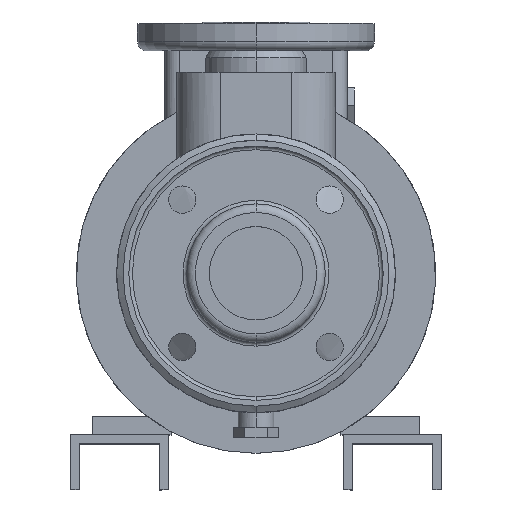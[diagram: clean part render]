
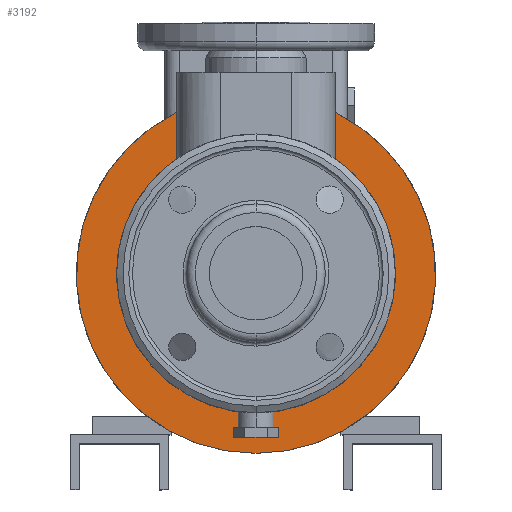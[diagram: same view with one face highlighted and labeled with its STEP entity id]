
A CAD part, top view. The second image highlights one B-rep face of the part: STEP entity #3192.
In plain terms, the highlighted planar face has unit normal (0, 0, 1).
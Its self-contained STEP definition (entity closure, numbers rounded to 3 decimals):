
#26 = DIRECTION ( 'NONE',  ( 0., 1., 0. ) ) ;
#104 = AXIS2_PLACEMENT_3D ( 'NONE', #6981, #3960, #11226 ) ;
#348 = VERTEX_POINT ( 'NONE', #4275 ) ;
#537 = CIRCLE ( 'NONE', #8202, 125. ) ;
#710 = CARTESIAN_POINT ( 'NONE',  ( 0., 97., -43. ) ) ;
#866 = DIRECTION ( 'NONE',  ( 0., -1., 0. ) ) ;
#1034 = CARTESIAN_POINT ( 'NONE',  ( 0., 0., -43. ) ) ;
#1120 = CARTESIAN_POINT ( 'NONE',  ( 55., 112.25, -43. ) ) ;
#1310 = EDGE_CURVE ( 'NONE', #348, #12155, #5369, .T. ) ;
#1598 = CARTESIAN_POINT ( 'NONE',  ( -55., -125.002, -43. ) ) ;
#1870 = DIRECTION ( 'NONE',  ( 0., 0., -1. ) ) ;
#2069 = DIRECTION ( 'NONE',  ( 0., -1., 0. ) ) ;
#2185 = EDGE_CURVE ( 'NONE', #12953, #5107, #537, .T. ) ;
#2348 = CARTESIAN_POINT ( 'NONE',  ( 0., 0., -43. ) ) ;
#2469 = CIRCLE ( 'NONE', #9474, 97. ) ;
#2509 = CARTESIAN_POINT ( 'NONE',  ( 55., 79.9, -43. ) ) ;
#2700 = PLANE ( 'NONE',  #9810 ) ;
#2847 = VECTOR ( 'NONE', #26, 1000. ) ;
#3071 = EDGE_CURVE ( 'NONE', #12474, #12953, #9769, .T. ) ;
#3192 = ADVANCED_FACE ( 'NONE', ( #5923 ), #2700, .F. ) ;
#3512 = CARTESIAN_POINT ( 'NONE',  ( -55., 112.25, -43. ) ) ;
#3560 = EDGE_LOOP ( 'NONE', ( #7811, #7085, #4188, #8713, #6461, #13020 ) ) ;
#3960 = DIRECTION ( 'NONE',  ( 0., 0., 1. ) ) ;
#4188 = ORIENTED_EDGE ( 'NONE', *, *, #9529, .F. ) ;
#4275 = CARTESIAN_POINT ( 'NONE',  ( 0., -97., -43. ) ) ;
#4867 = AXIS2_PLACEMENT_3D ( 'NONE', #6286, #10466, #866 ) ;
#5107 = VERTEX_POINT ( 'NONE', #6157 ) ;
#5369 = CIRCLE ( 'NONE', #104, 97. ) ;
#5382 = CARTESIAN_POINT ( 'NONE',  ( -55., 79.9, -43. ) ) ;
#5448 = LINE ( 'NONE', #10394, #2847 ) ;
#5923 = FACE_OUTER_BOUND ( 'NONE', #3560, .T. ) ;
#6157 = CARTESIAN_POINT ( 'NONE',  ( 0., -125., -43. ) ) ;
#6286 = CARTESIAN_POINT ( 'NONE',  ( 0., 0., -43. ) ) ;
#6461 = ORIENTED_EDGE ( 'NONE', *, *, #2185, .T. ) ;
#6541 = DIRECTION ( 'NONE',  ( 0., 1., 0. ) ) ;
#6839 = EDGE_CURVE ( 'NONE', #12155, #6905, #5448, .T. ) ;
#6905 = VERTEX_POINT ( 'NONE', #1120 ) ;
#6981 = CARTESIAN_POINT ( 'NONE',  ( 0., 0., -43. ) ) ;
#7060 = CIRCLE ( 'NONE', #4867, 125. ) ;
#7085 = ORIENTED_EDGE ( 'NONE', *, *, #1310, .F. ) ;
#7211 = DIRECTION ( 'NONE',  ( 0., 0., 1. ) ) ;
#7811 = ORIENTED_EDGE ( 'NONE', *, *, #6839, .F. ) ;
#7987 = DIRECTION ( 'NONE',  ( 0., 1., 0. ) ) ;
#8202 = AXIS2_PLACEMENT_3D ( 'NONE', #1034, #7211, #2069 ) ;
#8713 = ORIENTED_EDGE ( 'NONE', *, *, #3071, .T. ) ;
#9170 = EDGE_CURVE ( 'NONE', #5107, #6905, #7060, .T. ) ;
#9474 = AXIS2_PLACEMENT_3D ( 'NONE', #2348, #12900, #12702 ) ;
#9529 = EDGE_CURVE ( 'NONE', #12474, #348, #2469, .T. ) ;
#9769 = LINE ( 'NONE', #1598, #13289 ) ;
#9810 = AXIS2_PLACEMENT_3D ( 'NONE', #710, #1870, #7987 ) ;
#10394 = CARTESIAN_POINT ( 'NONE',  ( 55., -125.002, -43. ) ) ;
#10466 = DIRECTION ( 'NONE',  ( 0., 0., 1. ) ) ;
#11226 = DIRECTION ( 'NONE',  ( 0., -1., 0. ) ) ;
#12155 = VERTEX_POINT ( 'NONE', #2509 ) ;
#12474 = VERTEX_POINT ( 'NONE', #5382 ) ;
#12702 = DIRECTION ( 'NONE',  ( 0., -1., 0. ) ) ;
#12900 = DIRECTION ( 'NONE',  ( 0., 0., 1. ) ) ;
#12953 = VERTEX_POINT ( 'NONE', #3512 ) ;
#13020 = ORIENTED_EDGE ( 'NONE', *, *, #9170, .T. ) ;
#13289 = VECTOR ( 'NONE', #6541, 1000. ) ;
